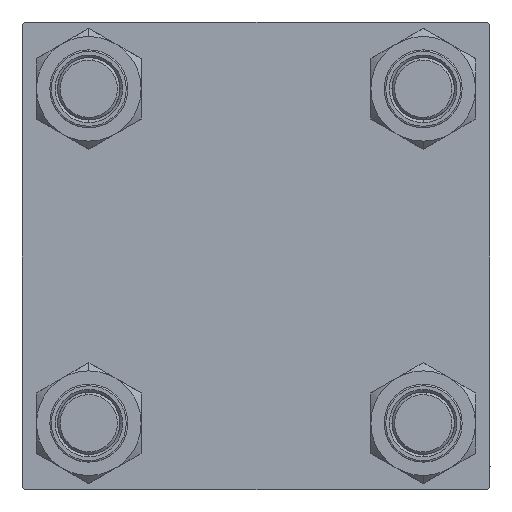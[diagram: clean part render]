
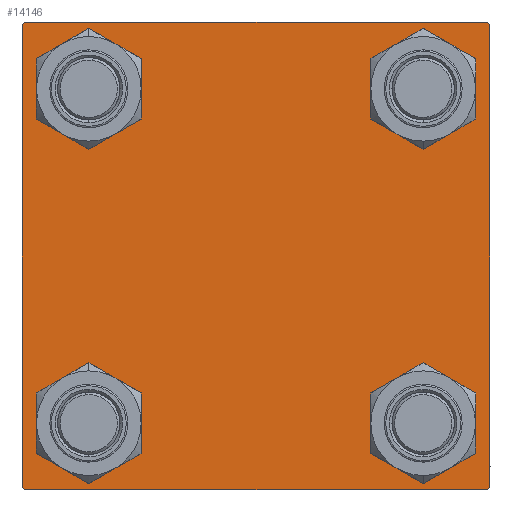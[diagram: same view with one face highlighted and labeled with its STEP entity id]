
A CAD part, left-side view. The second image highlights one B-rep face of the part: STEP entity #14146.
In plain terms, the highlighted planar face has unit normal (-1, 0, 0).
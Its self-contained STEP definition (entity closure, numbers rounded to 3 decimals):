
#12 = AXIS2_PLACEMENT_3D ( 'NONE', #45701, #10547, #7242 ) ;
#1205 = DIRECTION ( 'NONE',  ( 1., 0., 0. ) ) ;
#1917 = DIRECTION ( 'NONE',  ( -1., 0., 0. ) ) ;
#2459 = CARTESIAN_POINT ( 'NONE',  ( 0., 32.15, 32.15 ) ) ;
#3020 = CARTESIAN_POINT ( 'NONE',  ( 0., 32.15, -25.65 ) ) ;
#3259 = EDGE_CURVE ( 'NONE', #35714, #35246, #37948, .T. ) ;
#5041 = VECTOR ( 'NONE', #34120, 1000. ) ;
#5249 = CARTESIAN_POINT ( 'NONE',  ( 0., 0., 0. ) ) ;
#5284 = DIRECTION ( 'NONE',  ( 0., -0.707, -0.707 ) ) ;
#5697 = EDGE_CURVE ( 'NONE', #25763, #11125, #34773, .T. ) ;
#5752 = FACE_BOUND ( 'NONE', #43396, .T. ) ;
#7133 = AXIS2_PLACEMENT_3D ( 'NONE', #23269, #24016, #20217 ) ;
#7242 = DIRECTION ( 'NONE',  ( 0., 0., 1. ) ) ;
#7663 = CARTESIAN_POINT ( 'NONE',  ( 0., -32.15, 32.15 ) ) ;
#7674 = AXIS2_PLACEMENT_3D ( 'NONE', #14219, #26695, #10909 ) ;
#7750 = ORIENTED_EDGE ( 'NONE', *, *, #41495, .T. ) ;
#8348 = CARTESIAN_POINT ( 'NONE',  ( 0., 44.75, -44.75 ) ) ;
#8605 = ORIENTED_EDGE ( 'NONE', *, *, #11283, .T. ) ;
#9026 = VECTOR ( 'NONE', #28350, 1000. ) ;
#9053 = FACE_OUTER_BOUND ( 'NONE', #24027, .T. ) ;
#9234 = ORIENTED_EDGE ( 'NONE', *, *, #30763, .T. ) ;
#9339 = LINE ( 'NONE', #8348, #42481 ) ;
#9696 = ORIENTED_EDGE ( 'NONE', *, *, #16874, .T. ) ;
#9886 = VECTOR ( 'NONE', #47415, 1000. ) ;
#10451 = CARTESIAN_POINT ( 'NONE',  ( 0., -44.75, -44.75 ) ) ;
#10547 = DIRECTION ( 'NONE',  ( 1., 0., 0. ) ) ;
#10723 = CARTESIAN_POINT ( 'NONE',  ( 0., -45., -44.5 ) ) ;
#10888 = DIRECTION ( 'NONE',  ( 0., 0.707, -0.707 ) ) ;
#10909 = DIRECTION ( 'NONE',  ( 0., 0., 1. ) ) ;
#11125 = VERTEX_POINT ( 'NONE', #3020 ) ;
#11283 = EDGE_CURVE ( 'NONE', #36380, #30209, #44613, .T. ) ;
#11465 = CARTESIAN_POINT ( 'NONE',  ( 0., -44.75, 44.75 ) ) ;
#11481 = VECTOR ( 'NONE', #10888, 1000. ) ;
#12129 = VERTEX_POINT ( 'NONE', #18552 ) ;
#12420 = CARTESIAN_POINT ( 'NONE',  ( 0., -32.15, -32.15 ) ) ;
#12848 = DIRECTION ( 'NONE',  ( 0., 0., -1. ) ) ;
#13232 = LINE ( 'NONE', #17050, #47498 ) ;
#14146 = ADVANCED_FACE ( 'NONE', ( #5752, #28658, #43942, #44955, #9053 ), #37047, .T. ) ;
#14219 = CARTESIAN_POINT ( 'NONE',  ( 0., -32.15, -32.15 ) ) ;
#15032 = DIRECTION ( 'NONE',  ( 0., 0.707, 0.707 ) ) ;
#15290 = EDGE_CURVE ( 'NONE', #18288, #35750, #47188, .T. ) ;
#15454 = CARTESIAN_POINT ( 'NONE',  ( 0., -32.15, 25.65 ) ) ;
#15509 = AXIS2_PLACEMENT_3D ( 'NONE', #32612, #48166, #17578 ) ;
#15979 = VERTEX_POINT ( 'NONE', #36305 ) ;
#16150 = VERTEX_POINT ( 'NONE', #25833 ) ;
#16256 = DIRECTION ( 'NONE',  ( 0., 0., 1. ) ) ;
#16479 = DIRECTION ( 'NONE',  ( 0., 0., 1. ) ) ;
#16874 = EDGE_CURVE ( 'NONE', #11125, #25763, #44791, .T. ) ;
#17050 = CARTESIAN_POINT ( 'NONE',  ( 0., 45., 45. ) ) ;
#17077 = CARTESIAN_POINT ( 'NONE',  ( 0., 45., -45. ) ) ;
#17578 = DIRECTION ( 'NONE',  ( 0., 0., 1. ) ) ;
#17940 = DIRECTION ( 'NONE',  ( 0., 0., 1. ) ) ;
#18190 = EDGE_CURVE ( 'NONE', #26092, #19255, #24967, .T. ) ;
#18288 = VERTEX_POINT ( 'NONE', #25717 ) ;
#18552 = CARTESIAN_POINT ( 'NONE',  ( 0., 45., 44.5 ) ) ;
#19255 = VERTEX_POINT ( 'NONE', #48364 ) ;
#19845 = EDGE_CURVE ( 'NONE', #12129, #15979, #47741, .T. ) ;
#20217 = DIRECTION ( 'NONE',  ( 0., 0., 1. ) ) ;
#21473 = LINE ( 'NONE', #40302, #9026 ) ;
#23001 = ORIENTED_EDGE ( 'NONE', *, *, #47866, .F. ) ;
#23269 = CARTESIAN_POINT ( 'NONE',  ( 0., 32.15, -32.15 ) ) ;
#24016 = DIRECTION ( 'NONE',  ( 1., 0., 0. ) ) ;
#24027 = EDGE_LOOP ( 'NONE', ( #35486, #47831, #44710, #7750, #28909, #30457, #23001, #32889 ) ) ;
#24051 = ORIENTED_EDGE ( 'NONE', *, *, #15290, .T. ) ;
#24711 = CIRCLE ( 'NONE', #29574, 6.5 ) ;
#24967 = LINE ( 'NONE', #17077, #9886 ) ;
#25717 = CARTESIAN_POINT ( 'NONE',  ( 0., -32.15, 38.65 ) ) ;
#25763 = VERTEX_POINT ( 'NONE', #33634 ) ;
#25833 = CARTESIAN_POINT ( 'NONE',  ( 0., 44.5, 45. ) ) ;
#25904 = AXIS2_PLACEMENT_3D ( 'NONE', #12420, #1205, #16479 ) ;
#26092 = VERTEX_POINT ( 'NONE', #38800 ) ;
#26396 = CARTESIAN_POINT ( 'NONE',  ( 0., -32.15, -25.65 ) ) ;
#26695 = DIRECTION ( 'NONE',  ( 1., 0., 0. ) ) ;
#26745 = LINE ( 'NONE', #11465, #33446 ) ;
#27495 = EDGE_LOOP ( 'NONE', ( #9696, #46197 ) ) ;
#27523 = AXIS2_PLACEMENT_3D ( 'NONE', #47594, #36361, #16256 ) ;
#27647 = AXIS2_PLACEMENT_3D ( 'NONE', #5249, #1917, #17940 ) ;
#28350 = DIRECTION ( 'NONE',  ( 0., 0., -1. ) ) ;
#28658 = FACE_BOUND ( 'NONE', #43951, .T. ) ;
#28703 = DIRECTION ( 'NONE',  ( 1., 0., 0. ) ) ;
#28909 = ORIENTED_EDGE ( 'NONE', *, *, #35626, .F. ) ;
#29158 = VERTEX_POINT ( 'NONE', #50317 ) ;
#29574 = AXIS2_PLACEMENT_3D ( 'NONE', #7663, #40469, #47632 ) ;
#30087 = CARTESIAN_POINT ( 'NONE',  ( 0., 32.15, 38.65 ) ) ;
#30209 = VERTEX_POINT ( 'NONE', #26396 ) ;
#30457 = ORIENTED_EDGE ( 'NONE', *, *, #37552, .T. ) ;
#30763 = EDGE_CURVE ( 'NONE', #35246, #35714, #42968, .T. ) ;
#32582 = DIRECTION ( 'NONE',  ( 0., -1., 0. ) ) ;
#32612 = CARTESIAN_POINT ( 'NONE',  ( 0., 32.15, -32.15 ) ) ;
#32889 = ORIENTED_EDGE ( 'NONE', *, *, #40342, .T. ) ;
#33446 = VECTOR ( 'NONE', #15032, 1000. ) ;
#33503 = VECTOR ( 'NONE', #12848, 1000. ) ;
#33634 = CARTESIAN_POINT ( 'NONE',  ( 0., 32.15, -38.65 ) ) ;
#34052 = CARTESIAN_POINT ( 'NONE',  ( 0., 44.75, 44.75 ) ) ;
#34120 = DIRECTION ( 'NONE',  ( 0., -0.707, 0.707 ) ) ;
#34173 = CARTESIAN_POINT ( 'NONE',  ( 0., -32.15, -38.65 ) ) ;
#34773 = CIRCLE ( 'NONE', #7133, 6.5 ) ;
#34893 = ORIENTED_EDGE ( 'NONE', *, *, #3259, .T. ) ;
#35246 = VERTEX_POINT ( 'NONE', #48534 ) ;
#35276 = CIRCLE ( 'NONE', #7674, 6.5 ) ;
#35486 = ORIENTED_EDGE ( 'NONE', *, *, #19845, .T. ) ;
#35626 = EDGE_CURVE ( 'NONE', #38045, #48614, #21473, .T. ) ;
#35714 = VERTEX_POINT ( 'NONE', #30087 ) ;
#35750 = VERTEX_POINT ( 'NONE', #15454 ) ;
#36305 = CARTESIAN_POINT ( 'NONE',  ( 0., 45., -44.5 ) ) ;
#36361 = DIRECTION ( 'NONE',  ( 1., 0., 0. ) ) ;
#36380 = VERTEX_POINT ( 'NONE', #34173 ) ;
#36587 = CARTESIAN_POINT ( 'NONE',  ( 0., -45., 44.5 ) ) ;
#37047 = PLANE ( 'NONE',  #27647 ) ;
#37197 = LINE ( 'NONE', #10451, #5041 ) ;
#37552 = EDGE_CURVE ( 'NONE', #38045, #29158, #26745, .T. ) ;
#37948 = CIRCLE ( 'NONE', #50167, 6.5 ) ;
#38045 = VERTEX_POINT ( 'NONE', #36587 ) ;
#38800 = CARTESIAN_POINT ( 'NONE',  ( 0., 44.5, -45. ) ) ;
#40302 = CARTESIAN_POINT ( 'NONE',  ( 0., -45., 45. ) ) ;
#40342 = EDGE_CURVE ( 'NONE', #16150, #12129, #41434, .T. ) ;
#40398 = DIRECTION ( 'NONE',  ( 0., 0., 1. ) ) ;
#40469 = DIRECTION ( 'NONE',  ( 1., 0., 0. ) ) ;
#41434 = LINE ( 'NONE', #34052, #11481 ) ;
#41495 = EDGE_CURVE ( 'NONE', #19255, #48614, #37197, .T. ) ;
#42288 = EDGE_LOOP ( 'NONE', ( #34893, #9234 ) ) ;
#42481 = VECTOR ( 'NONE', #5284, 1000. ) ;
#42506 = ORIENTED_EDGE ( 'NONE', *, *, #47982, .T. ) ;
#42968 = CIRCLE ( 'NONE', #27523, 6.5 ) ;
#43396 = EDGE_LOOP ( 'NONE', ( #24051, #48257 ) ) ;
#43942 = FACE_BOUND ( 'NONE', #27495, .T. ) ;
#43951 = EDGE_LOOP ( 'NONE', ( #42506, #8605 ) ) ;
#44527 = EDGE_CURVE ( 'NONE', #15979, #26092, #9339, .T. ) ;
#44613 = CIRCLE ( 'NONE', #25904, 6.5 ) ;
#44710 = ORIENTED_EDGE ( 'NONE', *, *, #18190, .T. ) ;
#44791 = CIRCLE ( 'NONE', #15509, 6.5 ) ;
#44955 = FACE_BOUND ( 'NONE', #42288, .T. ) ;
#45701 = CARTESIAN_POINT ( 'NONE',  ( 0., -32.15, 32.15 ) ) ;
#46197 = ORIENTED_EDGE ( 'NONE', *, *, #5697, .T. ) ;
#47188 = CIRCLE ( 'NONE', #12, 6.5 ) ;
#47415 = DIRECTION ( 'NONE',  ( 0., -1., 0. ) ) ;
#47498 = VECTOR ( 'NONE', #32582, 1000. ) ;
#47594 = CARTESIAN_POINT ( 'NONE',  ( 0., 32.15, 32.15 ) ) ;
#47632 = DIRECTION ( 'NONE',  ( 0., 0., 1. ) ) ;
#47741 = LINE ( 'NONE', #47986, #33503 ) ;
#47823 = EDGE_CURVE ( 'NONE', #35750, #18288, #24711, .T. ) ;
#47831 = ORIENTED_EDGE ( 'NONE', *, *, #44527, .T. ) ;
#47866 = EDGE_CURVE ( 'NONE', #16150, #29158, #13232, .T. ) ;
#47982 = EDGE_CURVE ( 'NONE', #30209, #36380, #35276, .T. ) ;
#47986 = CARTESIAN_POINT ( 'NONE',  ( 0., 45., 45. ) ) ;
#48166 = DIRECTION ( 'NONE',  ( 1., 0., 0. ) ) ;
#48257 = ORIENTED_EDGE ( 'NONE', *, *, #47823, .T. ) ;
#48364 = CARTESIAN_POINT ( 'NONE',  ( 0., -44.5, -45. ) ) ;
#48534 = CARTESIAN_POINT ( 'NONE',  ( 0., 32.15, 25.65 ) ) ;
#48614 = VERTEX_POINT ( 'NONE', #10723 ) ;
#50167 = AXIS2_PLACEMENT_3D ( 'NONE', #2459, #28703, #40398 ) ;
#50317 = CARTESIAN_POINT ( 'NONE',  ( 0., -44.5, 45. ) ) ;
